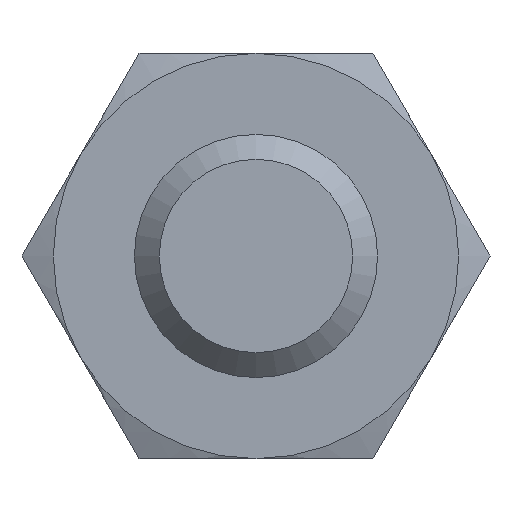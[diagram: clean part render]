
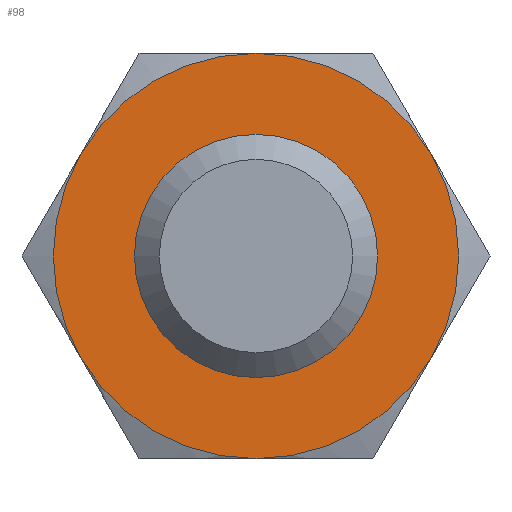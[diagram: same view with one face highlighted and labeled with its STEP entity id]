
A CAD part, front view. The second image highlights one B-rep face of the part: STEP entity #98.
In plain terms, the highlighted planar face has unit normal (0, -1, 0).
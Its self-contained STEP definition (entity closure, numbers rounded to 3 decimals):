
#98 = ADVANCED_FACE( '', ( #197, #198 ), #199, .F. );
#197 = FACE_BOUND( '', #289, .T. );
#198 = FACE_OUTER_BOUND( '', #290, .T. );
#199 = PLANE( '', #291 );
#289 = EDGE_LOOP( '', ( #480 ) );
#290 = EDGE_LOOP( '', ( #481, #482, #483, #484, #485, #486 ) );
#291 = AXIS2_PLACEMENT_3D( '', #487, #488, #489 );
#480 = ORIENTED_EDGE( '', *, *, #555, .F. );
#481 = ORIENTED_EDGE( '', *, *, #557, .T. );
#482 = ORIENTED_EDGE( '', *, *, #552, .T. );
#483 = ORIENTED_EDGE( '', *, *, #547, .T. );
#484 = ORIENTED_EDGE( '', *, *, #530, .T. );
#485 = ORIENTED_EDGE( '', *, *, #518, .T. );
#486 = ORIENTED_EDGE( '', *, *, #569, .T. );
#487 = CARTESIAN_POINT( '', ( 5., 0., 0. ) );
#488 = DIRECTION( '', ( 0., 1., 0. ) );
#489 = DIRECTION( '', ( 0., 0., 1. ) );
#518 = EDGE_CURVE( '', #605, #608, #610, .T. );
#530 = EDGE_CURVE( '', #625, #605, #626, .T. );
#547 = EDGE_CURVE( '', #591, #625, #648, .T. );
#552 = EDGE_CURVE( '', #636, #591, #653, .T. );
#555 = EDGE_CURVE( '', #657, #657, #658, .T. );
#557 = EDGE_CURVE( '', #660, #636, #661, .T. );
#569 = EDGE_CURVE( '', #608, #660, #673, .T. );
#591 = VERTEX_POINT( '', #696 );
#605 = VERTEX_POINT( '', #723 );
#608 = VERTEX_POINT( '', #729 );
#610 = CIRCLE( '', #734, 5. );
#625 = VERTEX_POINT( '', #768 );
#626 = CIRCLE( '', #769, 5. );
#636 = VERTEX_POINT( '', #794 );
#648 = CIRCLE( '', #816, 5. );
#653 = CIRCLE( '', #831, 5. );
#657 = VERTEX_POINT( '', #835 );
#658 = CIRCLE( '', #836, 2.2 );
#660 = VERTEX_POINT( '', #838 );
#661 = CIRCLE( '', #839, 5. );
#673 = CIRCLE( '', #871, 5. );
#696 = CARTESIAN_POINT( '', ( 4.33, 0., 2.5 ) );
#723 = CARTESIAN_POINT( '', ( -4.33, 0., 2.5 ) );
#729 = CARTESIAN_POINT( '', ( -4.33, 0., -2.5 ) );
#734 = AXIS2_PLACEMENT_3D( '', #903, #904, #905 );
#768 = CARTESIAN_POINT( '', ( 0., 0., 5. ) );
#769 = AXIS2_PLACEMENT_3D( '', #908, #909, #910 );
#794 = CARTESIAN_POINT( '', ( 4.33, 0., -2.5 ) );
#816 = AXIS2_PLACEMENT_3D( '', #916, #917, #918 );
#831 = AXIS2_PLACEMENT_3D( '', #919, #920, #921 );
#835 = CARTESIAN_POINT( '', ( 0., 0., -2.2 ) );
#836 = AXIS2_PLACEMENT_3D( '', #925, #926, #927 );
#838 = CARTESIAN_POINT( '', ( 0., 0., -5. ) );
#839 = AXIS2_PLACEMENT_3D( '', #928, #929, #930 );
#871 = AXIS2_PLACEMENT_3D( '', #931, #932, #933 );
#903 = CARTESIAN_POINT( '', ( 0., 0., 0. ) );
#904 = DIRECTION( '', ( 0., -1., 0. ) );
#905 = DIRECTION( '', ( 0., 0., -1. ) );
#908 = CARTESIAN_POINT( '', ( 0., 0., 0. ) );
#909 = DIRECTION( '', ( 0., -1., 0. ) );
#910 = DIRECTION( '', ( 0., 0., -1. ) );
#916 = CARTESIAN_POINT( '', ( 0., 0., 0. ) );
#917 = DIRECTION( '', ( 0., -1., 0. ) );
#918 = DIRECTION( '', ( 0., 0., -1. ) );
#919 = CARTESIAN_POINT( '', ( 0., 0., 0. ) );
#920 = DIRECTION( '', ( 0., -1., 0. ) );
#921 = DIRECTION( '', ( 0., 0., -1. ) );
#925 = CARTESIAN_POINT( '', ( 0., 0., 0. ) );
#926 = DIRECTION( '', ( 0., -1., 0. ) );
#927 = DIRECTION( '', ( 0., 0., -1. ) );
#928 = CARTESIAN_POINT( '', ( 0., 0., 0. ) );
#929 = DIRECTION( '', ( 0., -1., 0. ) );
#930 = DIRECTION( '', ( 0., 0., -1. ) );
#931 = CARTESIAN_POINT( '', ( 0., 0., 0. ) );
#932 = DIRECTION( '', ( 0., -1., 0. ) );
#933 = DIRECTION( '', ( 0., 0., -1. ) );
